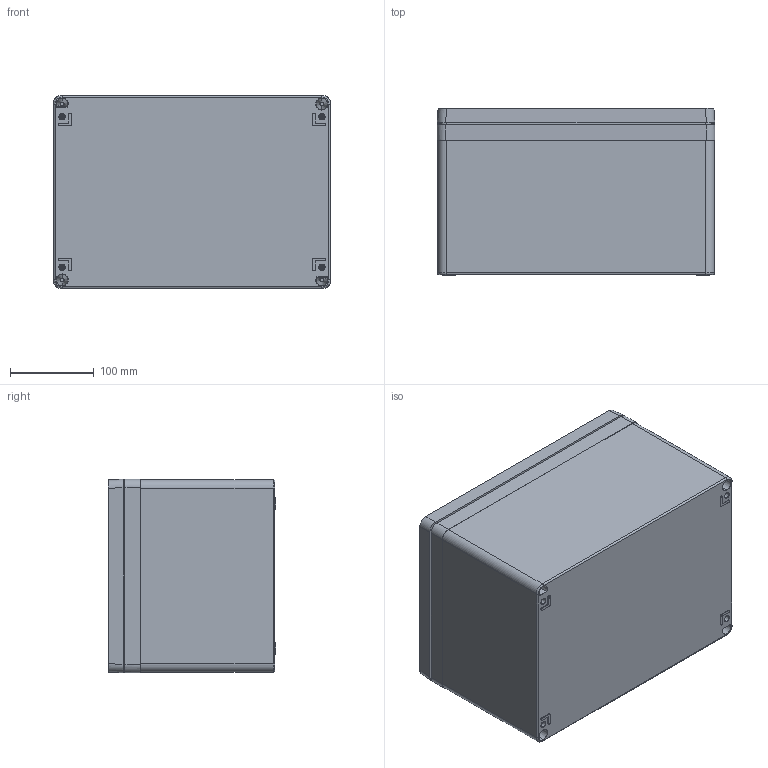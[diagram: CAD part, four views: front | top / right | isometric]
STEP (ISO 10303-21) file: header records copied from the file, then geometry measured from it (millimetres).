
FILE_DESCRIPTION (( 'STEP AP214' ), '1' );
FILE_NAME ('13130500.STEP', '2016-03-15T12:44:22', ( 'Macha' ), ( 'Hewlett-Packard Company' ), 'SwSTEP 2.0', 'SolidWorks 2015', '' );
FILE_SCHEMA (( 'AUTOMOTIVE_DESIGN' ));
Length unit declared in the file: millimetre
Products named in the file (5): 93038; 08762_Without fillet; 08962_Bearbeitung Zeichn. 13-2-089570-01-0; 03621_Bearbeitung Zeichng.01-2-036210-01-0; 13130500
Assembly tree (7 placements, depth 2):
  13130500
    03621_Bearbeitung Zeichng.01-2-036210-01-0
    08962_Bearbeitung Zeichn. 13-2-089570-01-0
    08762_Without fillet
    93038  x4
Bounding box: 331 x 199.6 x 231 mm (x, y, z)
Volume: 2164368 mm3; surface area: 737847.5 mm2
Topology: 7 solids, 7 shells, 1210 faces, 2848 edges, 1746 vertices
Faces by surface type: plane 444, cylinder 256, cone 192, torus 172, bspline 142, sphere 4
Entity records: 40032 total; most frequent: CARTESIAN_POINT 14227, ORIENTED_EDGE 5304, DIRECTION 5192, EDGE_CURVE 2652, AXIS2_PLACEMENT_3D 1946, VERTEX_POINT 1647, LINE 1300, VECTOR 1300
